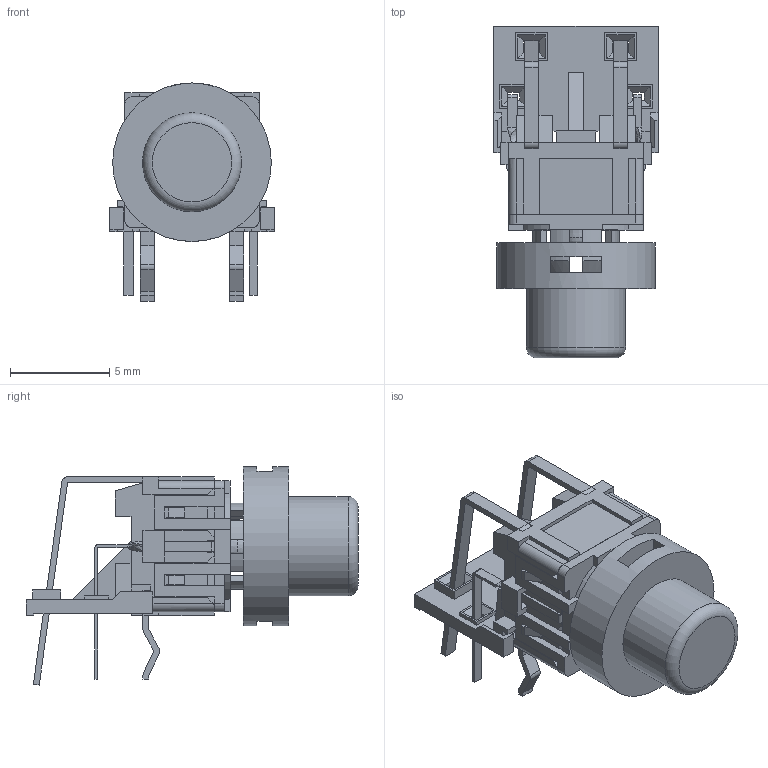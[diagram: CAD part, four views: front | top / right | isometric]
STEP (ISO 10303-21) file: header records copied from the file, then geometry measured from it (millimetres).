
FILE_DESCRIPTION((''),'2;1');
FILE_NAME('TL1250FxxxxRxRCLR.stp','2011-05-25T07:46:02',('blarson'),(''),'Autodesk Inventor 11','Autodesk Inventor 11','');
FILE_SCHEMA(('AUTOMOTIVE_DESIGN { 1 0 10303 214 1 1 1 1 }'));
Length unit declared in the file: millimetre
Products named in the file (16): P010820; TL1245 Housing; TL1245 Terminal; 2001002 TERMINAL_1; 2001002 TERMINAL_2; TL1245 CASE(___); TL1245 CASE(___)_1; TL1245 CASE(___)_2; TL1245 CASE(___)_3; TL1245 CASE(___)_4; TL1245 BRACKET; TL1245 DOME CONTACT; TL1245 Actuator; TL1250 LED; TL1245 Round Cap; TL1245 Cover
Assembly tree (15 placements, depth 4):
  P010820
    TL1245 Housing
      TL1245 Terminal
        2001002 TERMINAL_1
        2001002 TERMINAL_2
      TL1245 CASE(___)
        TL1245 CASE(___)_1
        TL1245 CASE(___)_2
        TL1245 CASE(___)_3
        TL1245 CASE(___)_4
    TL1245 BRACKET
    TL1245 DOME CONTACT
    TL1245 Actuator
    TL1250 LED
    TL1245 Round Cap
    TL1245 Cover
Bounding box: 8.3 x 16.75 x 11 mm (x, y, z)
Volume: 342 mm3; surface area: 1316.9 mm2
Topology: 12 solids, 12 shells, 838 faces, 2282 edges, 1481 vertices
Faces by surface type: plane 645, cylinder 157, bspline 16, torus 11, cone 7, sphere 2
Full cylindrical faces by diameter (mm): 0.7 x2, 0.75 x1, 1 x1, 1.1 x1, 1.4 x1, 3.8 x1, 4.4 x1, 4.5 x1, 5 x1, 8 x1
Entity records: 26847 total; most frequent: CARTESIAN_POINT 5101, ORIENTED_EDGE 4502, DIRECTION 4302, EDGE_CURVE 2251, VECTOR 1844, LINE 1844, VERTEX_POINT 1475, AXIS2_PLACEMENT_3D 1229
